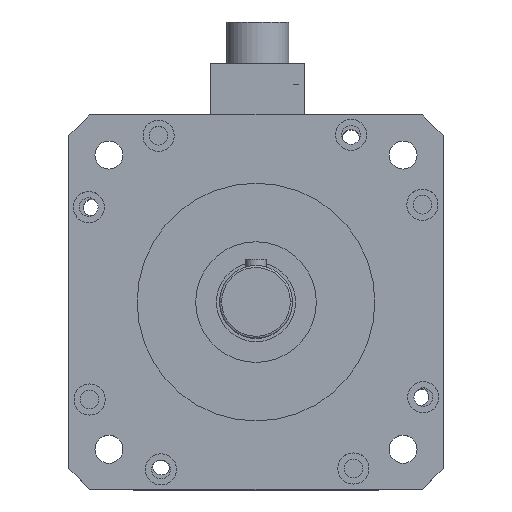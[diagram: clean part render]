
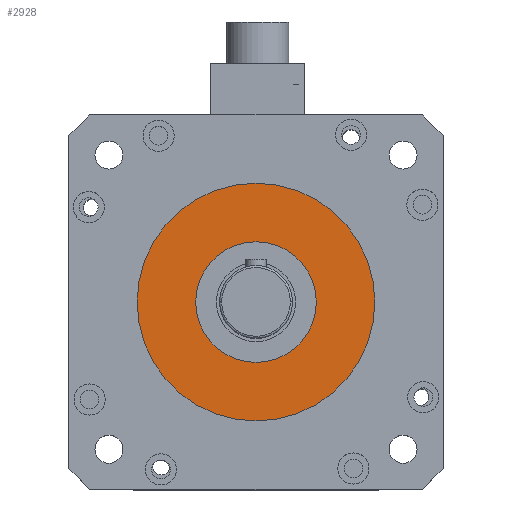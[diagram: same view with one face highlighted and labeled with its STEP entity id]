
A CAD part, top view. The second image highlights one B-rep face of the part: STEP entity #2928.
In plain terms, the highlighted planar face has unit normal (0, 0, 1).
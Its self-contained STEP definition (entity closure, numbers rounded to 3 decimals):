
#604 = AXIS2_PLACEMENT_3D ( 'NONE', #4556, #12161, #3619 ) ;
#639 = AXIS2_PLACEMENT_3D ( 'NONE', #8492, #6626, #9684 ) ;
#700 = PLANE ( 'NONE',  #6433 ) ;
#931 = ORIENTED_EDGE ( 'NONE', *, *, #5368, .F. ) ;
#1331 = EDGE_LOOP ( 'NONE', ( #5787, #9610 ) ) ;
#1796 = CIRCLE ( 'NONE', #604, 29. ) ;
#2855 = VERTEX_POINT ( 'NONE', #10681 ) ;
#2928 = ADVANCED_FACE ( 'NONE', ( #10172, #11929 ), #700, .T. ) ;
#3079 = CARTESIAN_POINT ( 'NONE',  ( 29., 0., 183.2 ) ) ;
#3188 = CIRCLE ( 'NONE', #5760, 57.15 ) ;
#3433 = AXIS2_PLACEMENT_3D ( 'NONE', #8144, #9955, #8201 ) ;
#3619 = DIRECTION ( 'NONE',  ( 1., 0., 0. ) ) ;
#4439 = CARTESIAN_POINT ( 'NONE',  ( -57.15, 0., 183.2 ) ) ;
#4556 = CARTESIAN_POINT ( 'NONE',  ( 0., 0., 183.2 ) ) ;
#5033 = CIRCLE ( 'NONE', #639, 57.15 ) ;
#5193 = DIRECTION ( 'NONE',  ( 0., 0., -1. ) ) ;
#5368 = EDGE_CURVE ( 'NONE', #7136, #2855, #9801, .T. ) ;
#5669 = ORIENTED_EDGE ( 'NONE', *, *, #10569, .F. ) ;
#5760 = AXIS2_PLACEMENT_3D ( 'NONE', #6878, #5193, #8927 ) ;
#5787 = ORIENTED_EDGE ( 'NONE', *, *, #10358, .F. ) ;
#6121 = VERTEX_POINT ( 'NONE', #4439 ) ;
#6433 = AXIS2_PLACEMENT_3D ( 'NONE', #7133, #9992, #10112 ) ;
#6626 = DIRECTION ( 'NONE',  ( 0., 0., -1. ) ) ;
#6675 = EDGE_LOOP ( 'NONE', ( #931, #5669 ) ) ;
#6878 = CARTESIAN_POINT ( 'NONE',  ( 0., 0., 183.2 ) ) ;
#7133 = CARTESIAN_POINT ( 'NONE',  ( 57.15, 0., 183.2 ) ) ;
#7136 = VERTEX_POINT ( 'NONE', #3079 ) ;
#7628 = VERTEX_POINT ( 'NONE', #8918 ) ;
#8144 = CARTESIAN_POINT ( 'NONE',  ( 0., 0., 183.2 ) ) ;
#8201 = DIRECTION ( 'NONE',  ( 1., 0., 0. ) ) ;
#8492 = CARTESIAN_POINT ( 'NONE',  ( 0., 0., 183.2 ) ) ;
#8918 = CARTESIAN_POINT ( 'NONE',  ( 57.15, 0., 183.2 ) ) ;
#8927 = DIRECTION ( 'NONE',  ( -1., 0., 0. ) ) ;
#9610 = ORIENTED_EDGE ( 'NONE', *, *, #11470, .F. ) ;
#9684 = DIRECTION ( 'NONE',  ( -1., 0., 0. ) ) ;
#9801 = CIRCLE ( 'NONE', #3433, 29. ) ;
#9955 = DIRECTION ( 'NONE',  ( 0., 0., 1. ) ) ;
#9992 = DIRECTION ( 'NONE',  ( 0., 0., 1. ) ) ;
#10112 = DIRECTION ( 'NONE',  ( 1., 0., 0. ) ) ;
#10172 = FACE_OUTER_BOUND ( 'NONE', #1331, .T. ) ;
#10358 = EDGE_CURVE ( 'NONE', #6121, #7628, #3188, .T. ) ;
#10569 = EDGE_CURVE ( 'NONE', #2855, #7136, #1796, .T. ) ;
#10681 = CARTESIAN_POINT ( 'NONE',  ( -29., 0., 183.2 ) ) ;
#11470 = EDGE_CURVE ( 'NONE', #7628, #6121, #5033, .T. ) ;
#11929 = FACE_BOUND ( 'NONE', #6675, .T. ) ;
#12161 = DIRECTION ( 'NONE',  ( 0., 0., 1. ) ) ;
